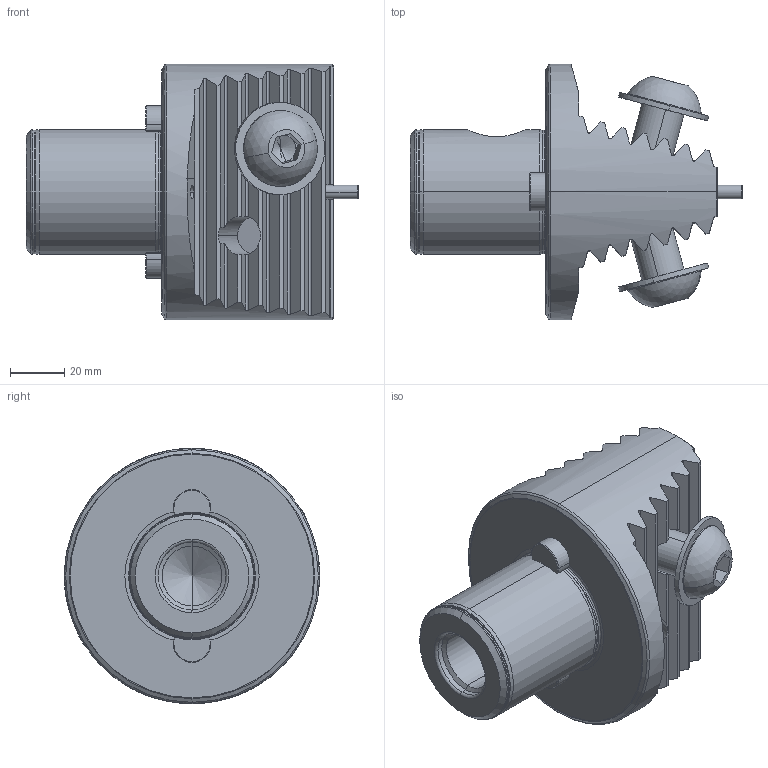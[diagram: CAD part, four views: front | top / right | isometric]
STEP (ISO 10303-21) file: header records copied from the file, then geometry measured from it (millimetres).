
FILE_DESCRIPTION (( 'STEP AP203' ), '1' );
FILE_NAME ('ST7-Z94.K23.130.STEP', '2016-02-12T12:01:48', ( 'SWIAdmin' ), ( 'Hewlett-Packard Company' ), 'SwSTEP 2.0', 'SolidWorks 2015', '' );
FILE_SCHEMA (( 'CONFIG_CONTROL_DESIGN' ));
Length unit declared in the file: millimetre
Products named in the file (7): Z42-ER2.001.019_A; ST7-Z94.K23.130; ST7-Z94.K23.130_A; ST7-ER2.001.014_A; Z94-ER1.002.035_A; Z94-ER1.003.035_A_gespannt; Z94-ER1.001.035
Assembly tree (8 placements, depth 3):
  ST7-Z94.K23.130
    ST7-Z94.K23.130_A
    ST7-ER2.001.014_A  x2
    Z94-ER1.001.035  x2
      Z94-ER1.002.035_A
      Z94-ER1.003.035_A_gespannt
    Z42-ER2.001.019_A
Bounding box: 122.2 x 94 x 94 mm (x, y, z)
Volume: 322189.2 mm3; surface area: 60411.2 mm2
Topology: 8 solids, 8 shells, 358 faces, 890 edges, 539 vertices
Faces by surface type: plane 139, cylinder 107, cone 76, torus 30, sphere 4, bspline 2
Entity records: 10805 total; most frequent: CARTESIAN_POINT 3216, ORIENTED_EDGE 1520, DIRECTION 1372, EDGE_CURVE 760, AXIS2_PLACEMENT_3D 538, VERTEX_POINT 470, EDGE_LOOP 320, ADVANCED_FACE 304
